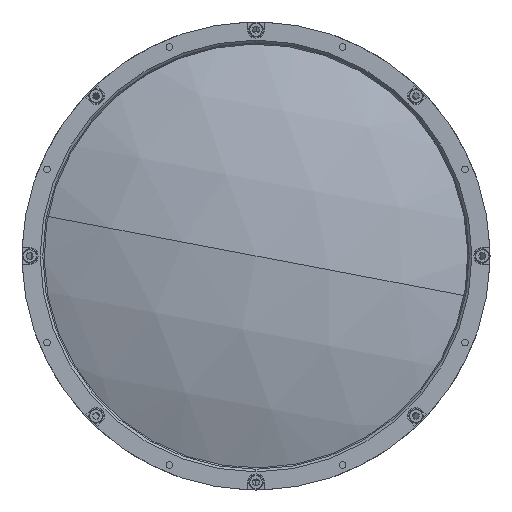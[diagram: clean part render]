
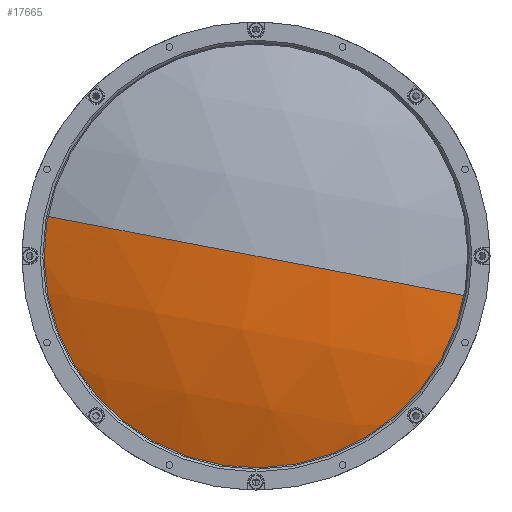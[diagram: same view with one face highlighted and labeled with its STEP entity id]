
A CAD part, left-side view. The second image highlights one B-rep face of the part: STEP entity #17665.
In plain terms, the highlighted spherical face has radius 217.7 mm.
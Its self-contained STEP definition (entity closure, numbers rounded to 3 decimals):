
#249 = DIRECTION ( 'NONE',  ( 0., 0.187, -0.982 ) ) ;
#1439 = DIRECTION ( 'NONE',  ( 0., -0.187, 0.982 ) ) ;
#1456 = EDGE_CURVE ( 'NONE', #15749, #8018, #6942, .T. ) ;
#1874 = DIRECTION ( 'NONE',  ( 0., 0.187, -0.982 ) ) ;
#3522 = SPHERICAL_SURFACE ( 'NONE', #17698, 217.7 ) ;
#4017 = FACE_OUTER_BOUND ( 'NONE', #5399, .T. ) ;
#4222 = CIRCLE ( 'NONE', #6473, 217.7 ) ;
#4593 = CARTESIAN_POINT ( 'NONE',  ( 214.7, 0., 0. ) ) ;
#4912 = AXIS2_PLACEMENT_3D ( 'NONE', #4593, #15297, #6115 ) ;
#5059 = DIRECTION ( 'NONE',  ( 0., 0.982, 0.187 ) ) ;
#5399 = EDGE_LOOP ( 'NONE', ( #12683, #16863, #10214 ) ) ;
#6115 = DIRECTION ( 'NONE',  ( 0., 0.982, 0.187 ) ) ;
#6322 = AXIS2_PLACEMENT_3D ( 'NONE', #18571, #9453, #249 ) ;
#6473 = AXIS2_PLACEMENT_3D ( 'NONE', #10662, #1439, #12196 ) ;
#6942 = CIRCLE ( 'NONE', #6322, 84. ) ;
#8018 = VERTEX_POINT ( 'NONE', #18941 ) ;
#9116 = EDGE_CURVE ( 'NONE', #15749, #11049, #4222, .T. ) ;
#9453 = DIRECTION ( 'NONE',  ( -1., 0., 0. ) ) ;
#10214 = ORIENTED_EDGE ( 'NONE', *, *, #9116, .F. ) ;
#10662 = CARTESIAN_POINT ( 'NONE',  ( 214.7, 0., 0. ) ) ;
#11049 = VERTEX_POINT ( 'NONE', #18928 ) ;
#11168 = CARTESIAN_POINT ( 'NONE',  ( 214.7, 0., 0. ) ) ;
#12196 = DIRECTION ( 'NONE',  ( 0., -0.982, -0.187 ) ) ;
#12683 = ORIENTED_EDGE ( 'NONE', *, *, #1456, .T. ) ;
#14145 = CARTESIAN_POINT ( 'NONE',  ( 13.859, 82.524, 15.675 ) ) ;
#15297 = DIRECTION ( 'NONE',  ( 0., 0.187, -0.982 ) ) ;
#15749 = VERTEX_POINT ( 'NONE', #14145 ) ;
#16863 = ORIENTED_EDGE ( 'NONE', *, *, #18959, .T. ) ;
#17665 = ADVANCED_FACE ( 'NONE', ( #4017 ), #3522, .T. ) ;
#17698 = AXIS2_PLACEMENT_3D ( 'NONE', #11168, #1874, #5059 ) ;
#18571 = CARTESIAN_POINT ( 'NONE',  ( 13.859, 0., 0. ) ) ;
#18928 = CARTESIAN_POINT ( 'NONE',  ( -3., 0., 0. ) ) ;
#18941 = CARTESIAN_POINT ( 'NONE',  ( 13.859, -82.524, -15.675 ) ) ;
#18959 = EDGE_CURVE ( 'NONE', #8018, #11049, #19538, .T. ) ;
#19538 = CIRCLE ( 'NONE', #4912, 217.7 ) ;
